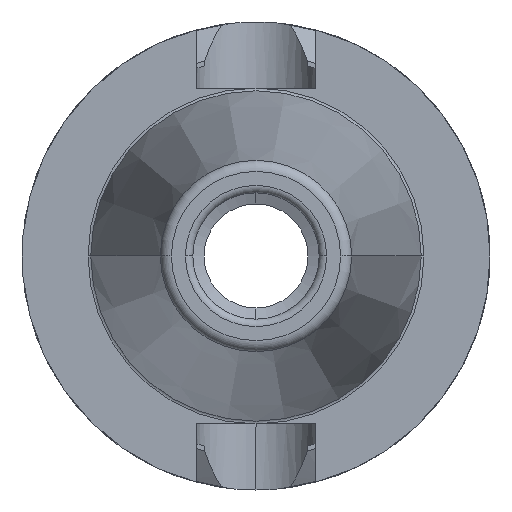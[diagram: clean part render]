
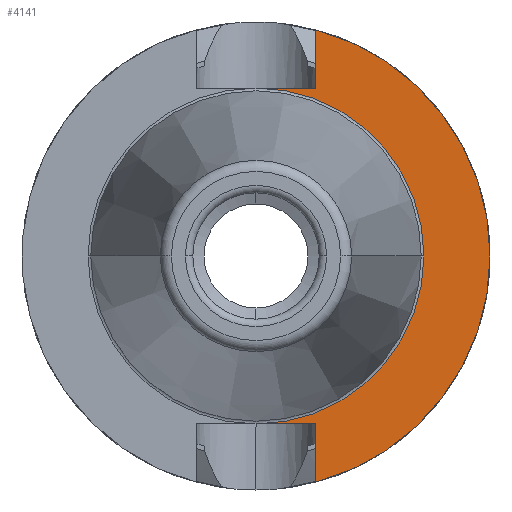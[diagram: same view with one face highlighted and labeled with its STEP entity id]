
A CAD part, left-side view. The second image highlights one B-rep face of the part: STEP entity #4141.
In plain terms, the highlighted planar face has unit normal (-1, 0, 0).
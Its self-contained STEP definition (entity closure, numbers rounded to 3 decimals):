
#29 = DIRECTION ( 'NONE',  ( 0., 1., 0. ) ) ;
#112 = DIRECTION ( 'NONE',  ( -1., 0., 0. ) ) ;
#125 = VECTOR ( 'NONE', #1608, 1000. ) ;
#126 = DIRECTION ( 'NONE',  ( 0., 0., -1. ) ) ;
#136 = LINE ( 'NONE', #5341, #125 ) ;
#202 = VECTOR ( 'NONE', #771, 1000. ) ;
#414 = CARTESIAN_POINT ( 'NONE',  ( 67.4, 0., 0. ) ) ;
#461 = LINE ( 'NONE', #1158, #202 ) ;
#687 = CARTESIAN_POINT ( 'NONE',  ( 67.4, -8.05, -30.454 ) ) ;
#771 = DIRECTION ( 'NONE',  ( 0., -1., 0. ) ) ;
#834 = DIRECTION ( 'NONE',  ( 0., -1., 0. ) ) ;
#871 = CARTESIAN_POINT ( 'NONE',  ( 67.4, -8.05, -22.6 ) ) ;
#1158 = CARTESIAN_POINT ( 'NONE',  ( 67.4, 8.05, -22.6 ) ) ;
#1163 = CARTESIAN_POINT ( 'NONE',  ( 67.4, 0., 22.6 ) ) ;
#1194 = CARTESIAN_POINT ( 'NONE',  ( 67.4, -8.05, -42.6 ) ) ;
#1292 = DIRECTION ( 'NONE',  ( -1., 0., 0. ) ) ;
#1358 = ORIENTED_EDGE ( 'NONE', *, *, #4973, .F. ) ;
#1608 = DIRECTION ( 'NONE',  ( 0., -1., 0. ) ) ;
#1609 = DIRECTION ( 'NONE',  ( 0., 0., 1. ) ) ;
#1641 = EDGE_LOOP ( 'NONE', ( #2828, #1358, #4781, #3198, #1697, #5175, #3564, #2034 ) ) ;
#1697 = ORIENTED_EDGE ( 'NONE', *, *, #5252, .T. ) ;
#1790 = EDGE_CURVE ( 'NONE', #2214, #3102, #136, .T. ) ;
#2034 = ORIENTED_EDGE ( 'NONE', *, *, #4084, .F. ) ;
#2071 = CARTESIAN_POINT ( 'NONE',  ( 67.4, 0., 0. ) ) ;
#2204 = CARTESIAN_POINT ( 'NONE',  ( 67.4, 0., -22.6 ) ) ;
#2209 = CARTESIAN_POINT ( 'NONE',  ( 67.4, -8.05, 42.6 ) ) ;
#2214 = VERTEX_POINT ( 'NONE', #1163 ) ;
#2442 = VERTEX_POINT ( 'NONE', #2517 ) ;
#2443 = CARTESIAN_POINT ( 'NONE',  ( 67.4, -31.5, 0. ) ) ;
#2450 = CARTESIAN_POINT ( 'NONE',  ( 67.4, -22.6, 0. ) ) ;
#2514 = DIRECTION ( 'NONE',  ( 0., -1., 0. ) ) ;
#2517 = CARTESIAN_POINT ( 'NONE',  ( 67.4, -8.05, 30.454 ) ) ;
#2551 = DIRECTION ( 'NONE',  ( 1., 0., 0. ) ) ;
#2659 = CARTESIAN_POINT ( 'NONE',  ( 67.4, 0., 0. ) ) ;
#2828 = ORIENTED_EDGE ( 'NONE', *, *, #3282, .T. ) ;
#3029 = CARTESIAN_POINT ( 'NONE',  ( 67.4, 22.6, 0. ) ) ;
#3102 = VERTEX_POINT ( 'NONE', #3678 ) ;
#3148 = DIRECTION ( 'NONE',  ( 0., -1., 0. ) ) ;
#3174 = FACE_OUTER_BOUND ( 'NONE', #1641, .T. ) ;
#3198 = ORIENTED_EDGE ( 'NONE', *, *, #4683, .T. ) ;
#3224 = AXIS2_PLACEMENT_3D ( 'NONE', #2659, #112, #3148 ) ;
#3282 = EDGE_CURVE ( 'NONE', #3433, #4649, #461, .T. ) ;
#3286 = AXIS2_PLACEMENT_3D ( 'NONE', #4017, #1292, #4493 ) ;
#3381 = AXIS2_PLACEMENT_3D ( 'NONE', #414, #3470, #834 ) ;
#3433 = VERTEX_POINT ( 'NONE', #2204 ) ;
#3470 = DIRECTION ( 'NONE',  ( -1., 0., 0. ) ) ;
#3497 = PLANE ( 'NONE',  #3654 ) ;
#3564 = ORIENTED_EDGE ( 'NONE', *, *, #4596, .F. ) ;
#3654 = AXIS2_PLACEMENT_3D ( 'NONE', #3029, #2551, #29 ) ;
#3678 = CARTESIAN_POINT ( 'NONE',  ( 67.4, -8.05, 22.6 ) ) ;
#3697 = CIRCLE ( 'NONE', #3381, 22.6 ) ;
#3742 = AXIS2_PLACEMENT_3D ( 'NONE', #2071, #5376, #2514 ) ;
#3768 = VERTEX_POINT ( 'NONE', #687 ) ;
#4017 = CARTESIAN_POINT ( 'NONE',  ( 67.4, 0., 0. ) ) ;
#4084 = EDGE_CURVE ( 'NONE', #3433, #4931, #5676, .T. ) ;
#4141 = ADVANCED_FACE ( 'NONE', ( #3174 ), #3497, .F. ) ;
#4213 = LINE ( 'NONE', #2209, #4401 ) ;
#4401 = VECTOR ( 'NONE', #126, 1000. ) ;
#4493 = DIRECTION ( 'NONE',  ( 0., -1., 0. ) ) ;
#4596 = EDGE_CURVE ( 'NONE', #4931, #2214, #3697, .T. ) ;
#4649 = VERTEX_POINT ( 'NONE', #871 ) ;
#4683 = EDGE_CURVE ( 'NONE', #5240, #2442, #4975, .T. ) ;
#4781 = ORIENTED_EDGE ( 'NONE', *, *, #4792, .T. ) ;
#4792 = EDGE_CURVE ( 'NONE', #3768, #5240, #5613, .T. ) ;
#4931 = VERTEX_POINT ( 'NONE', #2450 ) ;
#4973 = EDGE_CURVE ( 'NONE', #3768, #4649, #5255, .T. ) ;
#4975 = CIRCLE ( 'NONE', #3286, 31.5 ) ;
#5175 = ORIENTED_EDGE ( 'NONE', *, *, #1790, .F. ) ;
#5240 = VERTEX_POINT ( 'NONE', #2443 ) ;
#5252 = EDGE_CURVE ( 'NONE', #2442, #3102, #4213, .T. ) ;
#5255 = LINE ( 'NONE', #1194, #5260 ) ;
#5260 = VECTOR ( 'NONE', #1609, 1000. ) ;
#5341 = CARTESIAN_POINT ( 'NONE',  ( 67.4, 8.05, 22.6 ) ) ;
#5376 = DIRECTION ( 'NONE',  ( -1., 0., 0. ) ) ;
#5613 = CIRCLE ( 'NONE', #3224, 31.5 ) ;
#5676 = CIRCLE ( 'NONE', #3742, 22.6 ) ;
